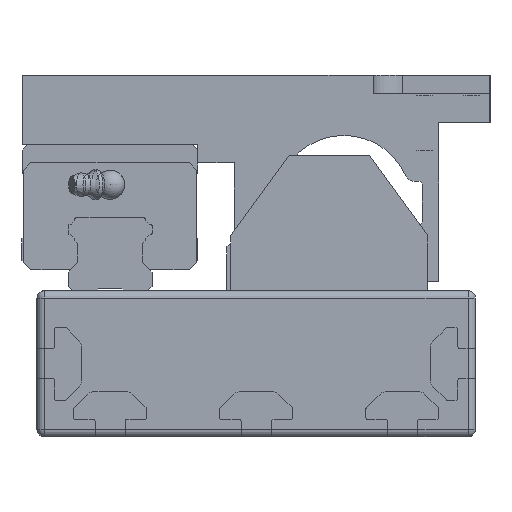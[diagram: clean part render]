
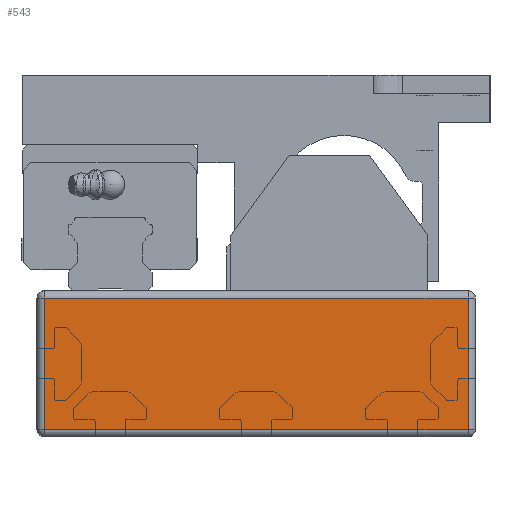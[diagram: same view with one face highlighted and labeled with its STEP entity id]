
A CAD part, left-side view. The second image highlights one B-rep face of the part: STEP entity #543.
In plain terms, the highlighted planar face has unit normal (-1, 0, 0).
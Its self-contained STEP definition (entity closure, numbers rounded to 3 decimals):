
#543 = ADVANCED_FACE( '', ( #1444 ), #1445, .T. );
#1444 = FACE_OUTER_BOUND( '', #2839, .T. );
#1445 = PLANE( '', #2840 );
#2839 = EDGE_LOOP( '', ( #4424, #4425, #4426, #4427 ) );
#2840 = AXIS2_PLACEMENT_3D( '', #4428, #4429, #4430 );
#4424 = ORIENTED_EDGE( '', *, *, #7921, .F. );
#4425 = ORIENTED_EDGE( '', *, *, #7922, .F. );
#4426 = ORIENTED_EDGE( '', *, *, #7923, .F. );
#4427 = ORIENTED_EDGE( '', *, *, #7924, .F. );
#4428 = CARTESIAN_POINT( '', ( -843., 58., 38. ) );
#4429 = DIRECTION( '', ( -1., 0., 0. ) );
#4430 = DIRECTION( '', ( 0., 0., 1. ) );
#7921 = EDGE_CURVE( '', #9443, #9444, #9445, .T. );
#7922 = EDGE_CURVE( '', #9446, #9443, #9447, .T. );
#7923 = EDGE_CURVE( '', #9448, #9446, #9449, .T. );
#7924 = EDGE_CURVE( '', #9444, #9448, #9450, .T. );
#9443 = VERTEX_POINT( '', #11609 );
#9444 = VERTEX_POINT( '', #11610 );
#9445 = LINE( '', #11611, #11612 );
#9446 = VERTEX_POINT( '', #11613 );
#9447 = LINE( '', #11614, #11615 );
#9448 = VERTEX_POINT( '', #11616 );
#9449 = LINE( '', #11617, #11618 );
#9450 = LINE( '', #11619, #11620 );
#11609 = CARTESIAN_POINT( '', ( -843., 58., 2. ) );
#11610 = CARTESIAN_POINT( '', ( -843., 58., 38. ) );
#11611 = CARTESIAN_POINT( '', ( -843., 58., 38. ) );
#11612 = VECTOR( '', #14298, 1000. );
#11613 = CARTESIAN_POINT( '', ( -843., -58., 2. ) );
#11614 = CARTESIAN_POINT( '', ( -843., 58., 2. ) );
#11615 = VECTOR( '', #14299, 1000. );
#11616 = CARTESIAN_POINT( '', ( -843., -58., 38. ) );
#11617 = CARTESIAN_POINT( '', ( -843., -58., 2. ) );
#11618 = VECTOR( '', #14300, 1000. );
#11619 = CARTESIAN_POINT( '', ( -843., -58., 38. ) );
#11620 = VECTOR( '', #14301, 1000. );
#14298 = DIRECTION( '', ( 0., 0., 1. ) );
#14299 = DIRECTION( '', ( 0., 1., 0. ) );
#14300 = DIRECTION( '', ( 0., 0., -1. ) );
#14301 = DIRECTION( '', ( 0., -1., 0. ) );
